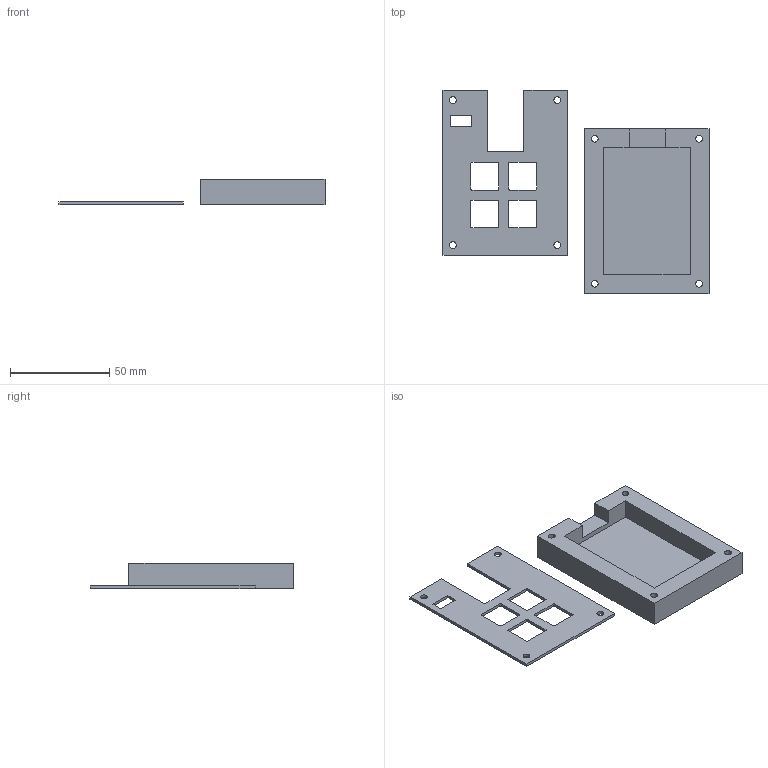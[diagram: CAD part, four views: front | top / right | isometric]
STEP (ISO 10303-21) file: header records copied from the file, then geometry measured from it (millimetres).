
FILE_DESCRIPTION(/* description */ (''),/* implementation_level */ '2;1');
FILE_NAME(/* name */ 'gamepad-complete.step',/* time_stamp */ '2025-12-03T12:14:10-06:00',/* author */ (''),/* organization */ (''),/* preprocessor_version */ 'ST-DEVELOPER v20.1',/* originating_system */ 'Autodesk Translation Framework v14.21.0.0',/* authorisation */ '');
FILE_SCHEMA (('AUTOMOTIVE_DESIGN { 1 0 10303 214 3 1 1 }'));
Length unit declared in the file: millimetre
Products named in the file (2): 2025-12-02-12-56-25-554; 2025-12-02-12-59-41-903
Assembly tree (1 placements, depth 2):
  2025-12-02-12-56-25-554
    2025-12-02-12-59-41-903
Bounding box: 134.1 x 102.6 x 13 mm (x, y, z)
Volume: 43245.1 mm3; surface area: 25306.2 mm2
Topology: 2 solids, 2 shells, 89 faces, 237 edges, 158 vertices
Faces by surface type: plane 61, cylinder 28
Full cylindrical faces by diameter (mm): 3.4 x8, 6 x4
Entity records: 2871 total; most frequent: CARTESIAN_POINT 487, DIRECTION 477, ORIENTED_EDGE 474, EDGE_CURVE 237, LINE 181, VECTOR 181, VERTEX_POINT 158, AXIS2_PLACEMENT_3D 148
